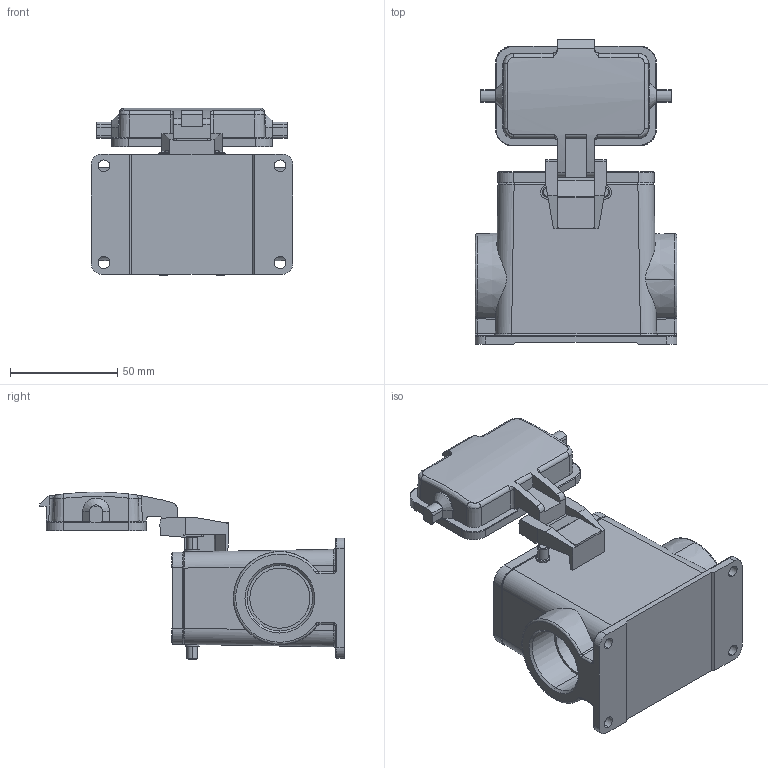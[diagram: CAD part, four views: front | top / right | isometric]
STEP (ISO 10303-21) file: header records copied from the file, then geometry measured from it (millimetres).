
FILE_DESCRIPTION (( 'STEP AP203' ), '1' );
FILE_NAME ('H10B-SFH-4B-CV-M32.STP', '2017-07-20T12:31:29', ( '微软用户' ), ( '微软中国' ), 'SwSTEP 2.0', 'SolidWorks 2012', '' );
FILE_SCHEMA (( 'CONFIG_CONTROL_DESIGN' ));
Length unit declared in the file: millimetre
Products named in the file (1): H10B-SFH-4B-CV-M32
Bounding box: 94 x 141.82 x 78.14 mm (x, y, z)
Volume: 154007.7 mm3; surface area: 66602.2 mm2
Topology: 1 solids, 1 shells, 529 faces, 1349 edges, 850 vertices
Faces by surface type: plane 213, cylinder 211, bspline 52, cone 41, torus 12
Entity records: 19697 total; most frequent: CARTESIAN_POINT 7271, ORIENTED_EDGE 2698, DIRECTION 2447, EDGE_CURVE 1349, AXIS2_PLACEMENT_3D 855, VERTEX_POINT 850, VECTOR 737, LINE 737
